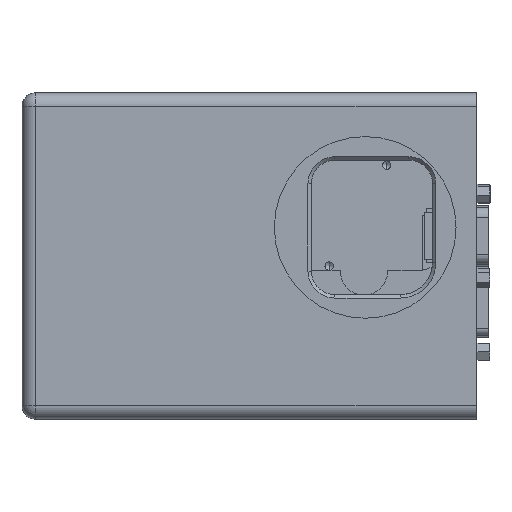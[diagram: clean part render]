
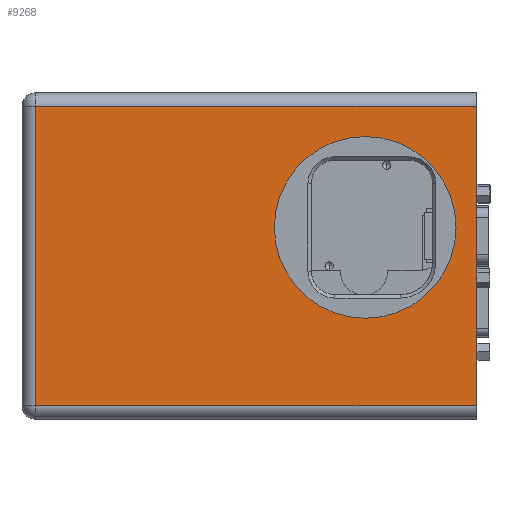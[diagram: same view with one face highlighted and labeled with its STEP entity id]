
A CAD part, front view. The second image highlights one B-rep face of the part: STEP entity #9268.
In plain terms, the highlighted planar face has unit normal (0, -1, 0).
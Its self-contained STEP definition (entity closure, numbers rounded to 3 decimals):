
#409 = EDGE_LOOP ( 'NONE', ( #16292, #20418 ) ) ;
#435 = CARTESIAN_POINT ( 'NONE',  ( 67.5, 0., -44.5 ) ) ;
#506 = DIRECTION ( 'NONE',  ( 0., -1., 0. ) ) ;
#917 = LINE ( 'NONE', #4273, #12372 ) ;
#1370 = LINE ( 'NONE', #27014, #17859 ) ;
#1389 = VERTEX_POINT ( 'NONE', #26013 ) ;
#1770 = VECTOR ( 'NONE', #17186, 1000. ) ;
#2043 = CARTESIAN_POINT ( 'NONE',  ( -63.5, 0., -44.5 ) ) ;
#2130 = VERTEX_POINT ( 'NONE', #2043 ) ;
#3030 = FACE_BOUND ( 'NONE', #409, .T. ) ;
#3121 = EDGE_CURVE ( 'NONE', #11525, #7879, #18961, .T. ) ;
#4011 = EDGE_CURVE ( 'NONE', #14131, #1389, #10647, .T. ) ;
#4273 = CARTESIAN_POINT ( 'NONE',  ( -67.5, 0., 44.5 ) ) ;
#4357 = FACE_OUTER_BOUND ( 'NONE', #24120, .T. ) ;
#5606 = CARTESIAN_POINT ( 'NONE',  ( 67.5, 0., 48.5 ) ) ;
#7111 = CARTESIAN_POINT ( 'NONE',  ( 34.5, 0., 35.5 ) ) ;
#7879 = VERTEX_POINT ( 'NONE', #435 ) ;
#7922 = CARTESIAN_POINT ( 'NONE',  ( -63.5, 0., 44.5 ) ) ;
#8412 = CARTESIAN_POINT ( 'NONE',  ( -67.5, 0., -48.5 ) ) ;
#8638 = EDGE_CURVE ( 'NONE', #19515, #2130, #1370, .T. ) ;
#9268 = ADVANCED_FACE ( 'NONE', ( #3030, #4357 ), #12313, .F. ) ;
#10048 = CARTESIAN_POINT ( 'NONE',  ( 67.5, 0., 44.5 ) ) ;
#10348 = AXIS2_PLACEMENT_3D ( 'NONE', #8412, #12766, #27804 ) ;
#10647 = CIRCLE ( 'NONE', #23573, 27. ) ;
#10678 = CARTESIAN_POINT ( 'NONE',  ( 34.5, 0., 8.5 ) ) ;
#11525 = VERTEX_POINT ( 'NONE', #10048 ) ;
#11952 = DIRECTION ( 'NONE',  ( 0., 0., -1. ) ) ;
#11971 = AXIS2_PLACEMENT_3D ( 'NONE', #10678, #25758, #12869 ) ;
#12313 = PLANE ( 'NONE',  #10348 ) ;
#12372 = VECTOR ( 'NONE', #17185, 1000. ) ;
#12628 = CIRCLE ( 'NONE', #11971, 27. ) ;
#12766 = DIRECTION ( 'NONE',  ( 0., 1., 0. ) ) ;
#12869 = DIRECTION ( 'NONE',  ( 0., 0., -1. ) ) ;
#12891 = DIRECTION ( 'NONE',  ( 0., 0., -1. ) ) ;
#13411 = CARTESIAN_POINT ( 'NONE',  ( 34.5, 0., 8.5 ) ) ;
#14131 = VERTEX_POINT ( 'NONE', #7111 ) ;
#15557 = CARTESIAN_POINT ( 'NONE',  ( -67.5, 0., -44.5 ) ) ;
#16237 = EDGE_CURVE ( 'NONE', #11525, #19515, #917, .T. ) ;
#16292 = ORIENTED_EDGE ( 'NONE', *, *, #18488, .F. ) ;
#17102 = ORIENTED_EDGE ( 'NONE', *, *, #3121, .F. ) ;
#17185 = DIRECTION ( 'NONE',  ( -1., 0., 0. ) ) ;
#17186 = DIRECTION ( 'NONE',  ( 0., 0., -1. ) ) ;
#17393 = ORIENTED_EDGE ( 'NONE', *, *, #24149, .T. ) ;
#17859 = VECTOR ( 'NONE', #11952, 1000. ) ;
#18488 = EDGE_CURVE ( 'NONE', #1389, #14131, #12628, .T. ) ;
#18961 = LINE ( 'NONE', #5606, #1770 ) ;
#19515 = VERTEX_POINT ( 'NONE', #7922 ) ;
#19778 = ORIENTED_EDGE ( 'NONE', *, *, #8638, .T. ) ;
#20418 = ORIENTED_EDGE ( 'NONE', *, *, #4011, .F. ) ;
#21004 = ORIENTED_EDGE ( 'NONE', *, *, #16237, .T. ) ;
#21108 = VECTOR ( 'NONE', #26353, 1000. ) ;
#23573 = AXIS2_PLACEMENT_3D ( 'NONE', #13411, #506, #12891 ) ;
#24120 = EDGE_LOOP ( 'NONE', ( #19778, #17393, #17102, #21004 ) ) ;
#24149 = EDGE_CURVE ( 'NONE', #2130, #7879, #26839, .T. ) ;
#25758 = DIRECTION ( 'NONE',  ( 0., -1., 0. ) ) ;
#26013 = CARTESIAN_POINT ( 'NONE',  ( 34.5, 0., -18.5 ) ) ;
#26353 = DIRECTION ( 'NONE',  ( 1., 0., 0. ) ) ;
#26839 = LINE ( 'NONE', #15557, #21108 ) ;
#27014 = CARTESIAN_POINT ( 'NONE',  ( -63.5, 0., -48.5 ) ) ;
#27804 = DIRECTION ( 'NONE',  ( 0., 0., 1. ) ) ;
